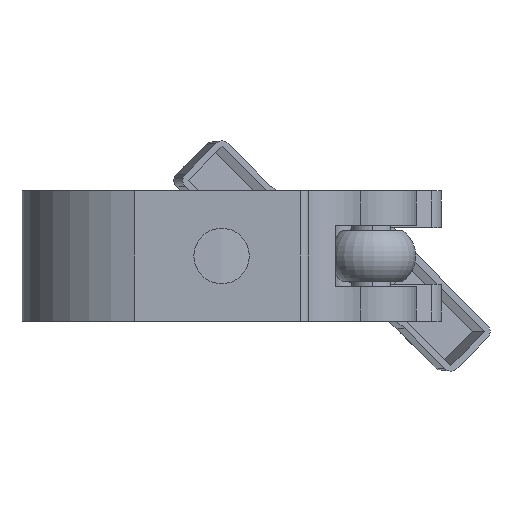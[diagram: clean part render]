
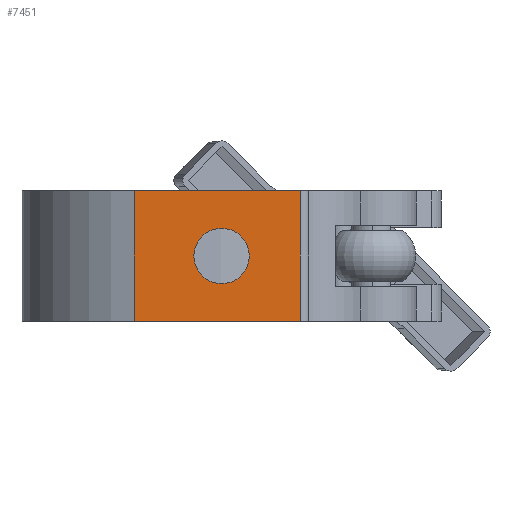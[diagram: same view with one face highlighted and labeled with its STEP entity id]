
A CAD part, front view. The second image highlights one B-rep face of the part: STEP entity #7451.
In plain terms, the highlighted planar face has unit normal (0, -1, 0).
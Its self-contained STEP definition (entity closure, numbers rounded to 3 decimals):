
#255 = LINE ( 'NONE', #800, #4763 ) ;
#370 = EDGE_CURVE ( 'NONE', #15606, #8632, #2322, .T. ) ;
#800 = CARTESIAN_POINT ( 'NONE',  ( 18.037, -84.477, -14.95 ) ) ;
#1241 = AXIS2_PLACEMENT_3D ( 'NONE', #14219, #9614, #11092 ) ;
#1280 = VERTEX_POINT ( 'NONE', #6517 ) ;
#2322 = CIRCLE ( 'NONE', #1241, 6.35 ) ;
#2325 = DIRECTION ( 'NONE',  ( -1., 0., 0. ) ) ;
#2342 = ORIENTED_EDGE ( 'NONE', *, *, #14844, .F. ) ;
#3034 = ORIENTED_EDGE ( 'NONE', *, *, #12699, .F. ) ;
#4263 = VERTEX_POINT ( 'NONE', #6499 ) ;
#4763 = VECTOR ( 'NONE', #16671, 1000. ) ;
#5148 = DIRECTION ( 'NONE',  ( 1., 0., 0. ) ) ;
#5224 = CARTESIAN_POINT ( 'NONE',  ( 18.037, -84.477, 14.95 ) ) ;
#5575 = EDGE_LOOP ( 'NONE', ( #16583, #2342, #6153, #15879 ) ) ;
#6061 = DIRECTION ( 'NONE',  ( 0., -1., 0. ) ) ;
#6062 = VECTOR ( 'NONE', #18652, 1000. ) ;
#6153 = ORIENTED_EDGE ( 'NONE', *, *, #6350, .F. ) ;
#6287 = DIRECTION ( 'NONE',  ( 0., 0., -1. ) ) ;
#6350 = EDGE_CURVE ( 'NONE', #15603, #4263, #10582, .T. ) ;
#6499 = CARTESIAN_POINT ( 'NONE',  ( 18.037, -84.477, 14.95 ) ) ;
#6517 = CARTESIAN_POINT ( 'NONE',  ( 18.037, -84.477, -14.95 ) ) ;
#6751 = CIRCLE ( 'NONE', #18623, 6.35 ) ;
#7451 = ADVANCED_FACE ( 'NONE', ( #10328, #7600 ), #16677, .F. ) ;
#7600 = FACE_OUTER_BOUND ( 'NONE', #5575, .T. ) ;
#8456 = CARTESIAN_POINT ( 'NONE',  ( 18.037, -84.477, 14.95 ) ) ;
#8632 = VERTEX_POINT ( 'NONE', #12207 ) ;
#8899 = VERTEX_POINT ( 'NONE', #10931 ) ;
#8957 = CARTESIAN_POINT ( 'NONE',  ( 0., -84.477, 6.35 ) ) ;
#8980 = CARTESIAN_POINT ( 'NONE',  ( 0., -84.477, 0. ) ) ;
#9143 = CARTESIAN_POINT ( 'NONE',  ( -20.041, -84.477, 14.95 ) ) ;
#9614 = DIRECTION ( 'NONE',  ( 0., -1., 0. ) ) ;
#10328 = FACE_BOUND ( 'NONE', #16207, .T. ) ;
#10407 = LINE ( 'NONE', #8456, #6062 ) ;
#10582 = LINE ( 'NONE', #10934, #12414 ) ;
#10931 = CARTESIAN_POINT ( 'NONE',  ( -20.041, -84.477, -14.95 ) ) ;
#10934 = CARTESIAN_POINT ( 'NONE',  ( 18.037, -84.477, 14.95 ) ) ;
#11092 = DIRECTION ( 'NONE',  ( 0., 0., -1. ) ) ;
#11227 = EDGE_CURVE ( 'NONE', #8899, #1280, #255, .T. ) ;
#11842 = VECTOR ( 'NONE', #6287, 1000. ) ;
#12207 = CARTESIAN_POINT ( 'NONE',  ( 0., -84.477, -6.35 ) ) ;
#12414 = VECTOR ( 'NONE', #5148, 1000. ) ;
#12699 = EDGE_CURVE ( 'NONE', #8632, #15606, #6751, .T. ) ;
#12767 = LINE ( 'NONE', #15039, #11842 ) ;
#14219 = CARTESIAN_POINT ( 'NONE',  ( 0., -84.477, 0. ) ) ;
#14716 = ORIENTED_EDGE ( 'NONE', *, *, #370, .F. ) ;
#14844 = EDGE_CURVE ( 'NONE', #4263, #1280, #10407, .T. ) ;
#14994 = DIRECTION ( 'NONE',  ( 0., 0., -1. ) ) ;
#15039 = CARTESIAN_POINT ( 'NONE',  ( -20.041, -84.477, 14.95 ) ) ;
#15176 = DIRECTION ( 'NONE',  ( 0., 1., 0. ) ) ;
#15603 = VERTEX_POINT ( 'NONE', #9143 ) ;
#15606 = VERTEX_POINT ( 'NONE', #8957 ) ;
#15879 = ORIENTED_EDGE ( 'NONE', *, *, #18502, .T. ) ;
#16207 = EDGE_LOOP ( 'NONE', ( #3034, #14716 ) ) ;
#16532 = AXIS2_PLACEMENT_3D ( 'NONE', #5224, #15176, #2325 ) ;
#16583 = ORIENTED_EDGE ( 'NONE', *, *, #11227, .T. ) ;
#16671 = DIRECTION ( 'NONE',  ( 1., 0., 0. ) ) ;
#16677 = PLANE ( 'NONE',  #16532 ) ;
#18502 = EDGE_CURVE ( 'NONE', #15603, #8899, #12767, .T. ) ;
#18623 = AXIS2_PLACEMENT_3D ( 'NONE', #8980, #6061, #14994 ) ;
#18652 = DIRECTION ( 'NONE',  ( 0., 0., -1. ) ) ;
